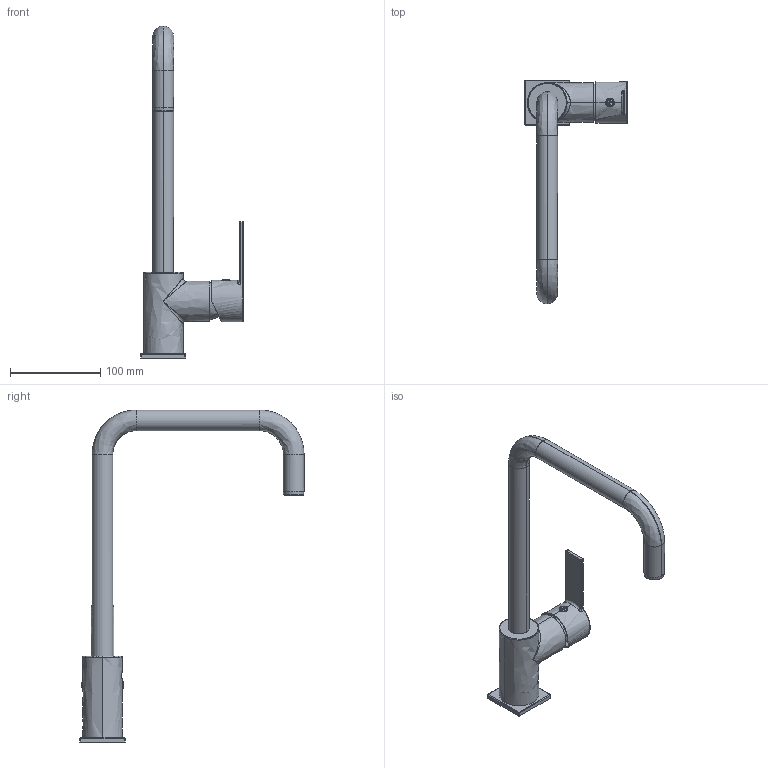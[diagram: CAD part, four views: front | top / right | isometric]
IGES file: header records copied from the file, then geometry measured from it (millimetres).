
Start section:  PTC IGES file: a41985_.igs  PTC IGES file: a42092_sw0001.igs  PTC IGES file: a42104.igs  PTC IGES file: a42103.igs
Global section: file name: 18H2-TEKN; native system: Rhinoceros ( May 19 2006 ); preprocessor: Trout Lake IGES 012 May 19 2006; date: 120710.102931; units: millimetre
Bounding box: 113.8 x 248.5 x 368.1 mm (x, y, z)
Surface area: 89460.4 mm2 (no closed solid volume)
Topology: 0 solids, 0 shells, 100 faces, 1524 edges, 1524 vertices
Faces by surface type: bspline 100
